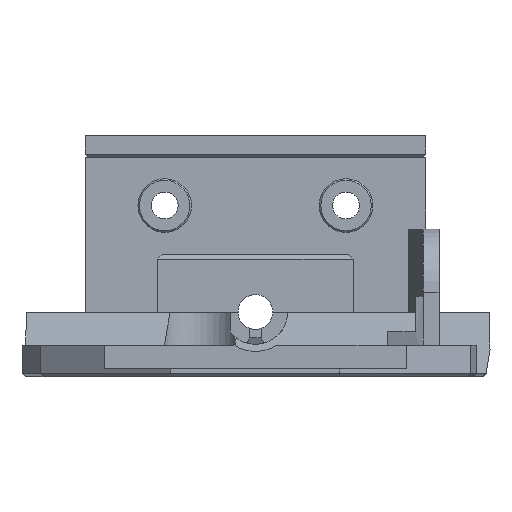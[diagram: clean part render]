
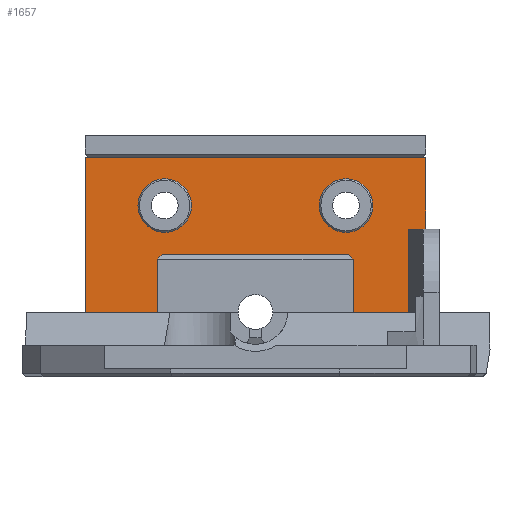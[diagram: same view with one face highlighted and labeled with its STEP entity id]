
A CAD part, front view. The second image highlights one B-rep face of the part: STEP entity #1657.
In plain terms, the highlighted planar face has unit normal (0, -1, 0).
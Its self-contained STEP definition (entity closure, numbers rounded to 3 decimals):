
#59 = CARTESIAN_POINT ( 'NONE',  ( 126.699, -139.486, 130.8 ) ) ;
#141 = EDGE_LOOP ( 'NONE', ( #3658 ) ) ;
#187 = VECTOR ( 'NONE', #2105, 1000. ) ;
#289 = ORIENTED_EDGE ( 'NONE', *, *, #1024, .F. ) ;
#769 = EDGE_CURVE ( 'NONE', #5830, #1601, #6723, .T. ) ;
#825 = ORIENTED_EDGE ( 'NONE', *, *, #8507, .T. ) ;
#863 = ORIENTED_EDGE ( 'NONE', *, *, #1803, .T. ) ;
#904 = VERTEX_POINT ( 'NONE', #9988 ) ;
#925 = CARTESIAN_POINT ( 'NONE',  ( 126.699, -139.486, 130.8 ) ) ;
#960 = DIRECTION ( 'NONE',  ( 0.707, 0., -0.707 ) ) ;
#1021 = LINE ( 'NONE', #1920, #2489 ) ;
#1024 = EDGE_CURVE ( 'NONE', #2988, #2988, #7374, .T. ) ;
#1057 = DIRECTION ( 'NONE',  ( 0.707, 0., 0.707 ) ) ;
#1104 = CARTESIAN_POINT ( 'NONE',  ( -11., -139.486, 11. ) ) ;
#1169 = ORIENTED_EDGE ( 'NONE', *, *, #2923, .T. ) ;
#1285 = CARTESIAN_POINT ( 'NONE',  ( 116.199, -139.486, 138.2 ) ) ;
#1311 = LINE ( 'NONE', #8792, #9266 ) ;
#1415 = LINE ( 'NONE', #10398, #5951 ) ;
#1537 = CARTESIAN_POINT ( 'NONE',  ( 137.799, -139.486, 138.2 ) ) ;
#1547 = EDGE_CURVE ( 'NONE', #7634, #6071, #1311, .T. ) ;
#1601 = VERTEX_POINT ( 'NONE', #5665 ) ;
#1657 = ADVANCED_FACE ( 'NONE', ( #3343, #4257, #7496 ), #5012, .F. ) ;
#1803 = EDGE_CURVE ( 'NONE', #9530, #8954, #7054, .T. ) ;
#1901 = CARTESIAN_POINT ( 'NONE',  ( 105.099, -139.486, 150.5 ) ) ;
#1920 = CARTESIAN_POINT ( 'NONE',  ( 146.109, -139.486, 147.147 ) ) ;
#1933 = EDGE_CURVE ( 'NONE', #9198, #4863, #8995, .T. ) ;
#2036 = VECTOR ( 'NONE', #3546, 1000. ) ;
#2105 = DIRECTION ( 'NONE',  ( 1., 0., 0. ) ) ;
#2489 = VECTOR ( 'NONE', #5189, 1000. ) ;
#2492 = ORIENTED_EDGE ( 'NONE', *, *, #9566, .T. ) ;
#2608 = LINE ( 'NONE', #8411, #5228 ) ;
#2923 = EDGE_CURVE ( 'NONE', #6890, #4863, #7458, .T. ) ;
#2947 = CARTESIAN_POINT ( 'NONE',  ( 138.199, -139.486, 144.4 ) ) ;
#2988 = VERTEX_POINT ( 'NONE', #5576 ) ;
#3016 = VERTEX_POINT ( 'NONE', #10351 ) ;
#3092 = VERTEX_POINT ( 'NONE', #10410 ) ;
#3343 = FACE_BOUND ( 'NONE', #9157, .T. ) ;
#3425 = LINE ( 'NONE', #8317, #4417 ) ;
#3467 = DIRECTION ( 'NONE',  ( 0., 0., 1. ) ) ;
#3546 = DIRECTION ( 'NONE',  ( -1., 0., 0. ) ) ;
#3590 = VECTOR ( 'NONE', #7969, 1000. ) ;
#3658 = ORIENTED_EDGE ( 'NONE', *, *, #8790, .T. ) ;
#3669 = DIRECTION ( 'NONE',  ( -1., 0., 0. ) ) ;
#4100 = CARTESIAN_POINT ( 'NONE',  ( 146.109, -139.486, 130.8 ) ) ;
#4120 = CARTESIAN_POINT ( 'NONE',  ( 146.109, -139.486, 141.4 ) ) ;
#4227 = LINE ( 'NONE', #59, #6443 ) ;
#4257 = FACE_BOUND ( 'NONE', #141, .T. ) ;
#4353 = EDGE_CURVE ( 'NONE', #6071, #3092, #2608, .T. ) ;
#4363 = ORIENTED_EDGE ( 'NONE', *, *, #5136, .F. ) ;
#4376 = VECTOR ( 'NONE', #9661, 1000. ) ;
#4417 = VECTOR ( 'NONE', #960, 1000. ) ;
#4863 = VERTEX_POINT ( 'NONE', #1285 ) ;
#5012 = PLANE ( 'NONE',  #5306 ) ;
#5136 = EDGE_CURVE ( 'NONE', #9530, #5830, #1021, .T. ) ;
#5189 = DIRECTION ( 'NONE',  ( 0., 0., -1. ) ) ;
#5213 = DIRECTION ( 'NONE',  ( 0., 0., 1. ) ) ;
#5228 = VECTOR ( 'NONE', #7454, 1000. ) ;
#5306 = AXIS2_PLACEMENT_3D ( 'NONE', #6620, #9915, #5213 ) ;
#5324 = CARTESIAN_POINT ( 'NONE',  ( 148.299, -139.486, 141.4 ) ) ;
#5385 = DIRECTION ( 'NONE',  ( 0., 0., 1. ) ) ;
#5411 = EDGE_CURVE ( 'NONE', #3016, #6890, #7455, .T. ) ;
#5545 = CARTESIAN_POINT ( 'NONE',  ( 126.699, -139.486, 138.2 ) ) ;
#5576 = CARTESIAN_POINT ( 'NONE',  ( 138.199, -139.486, 147.8 ) ) ;
#5609 = AXIS2_PLACEMENT_3D ( 'NONE', #10018, #5816, #6618 ) ;
#5665 = CARTESIAN_POINT ( 'NONE',  ( 137.799, -139.486, 130.8 ) ) ;
#5735 = EDGE_CURVE ( 'NONE', #10546, #1601, #7233, .T. ) ;
#5816 = DIRECTION ( 'NONE',  ( 0., 1., 0. ) ) ;
#5830 = VERTEX_POINT ( 'NONE', #4100 ) ;
#5838 = CARTESIAN_POINT ( 'NONE',  ( 115.599, -139.486, 138.2 ) ) ;
#5951 = VECTOR ( 'NONE', #5385, 1000. ) ;
#6036 = VECTOR ( 'NONE', #1057, 1000. ) ;
#6071 = VERTEX_POINT ( 'NONE', #1901 ) ;
#6116 = ORIENTED_EDGE ( 'NONE', *, *, #769, .F. ) ;
#6158 = AXIS2_PLACEMENT_3D ( 'NONE', #2947, #10379, #6230 ) ;
#6163 = CARTESIAN_POINT ( 'NONE',  ( 137.799, -139.486, 137.6 ) ) ;
#6230 = DIRECTION ( 'NONE',  ( 0., 0., 1. ) ) ;
#6443 = VECTOR ( 'NONE', #9085, 1000. ) ;
#6594 = EDGE_LOOP ( 'NONE', ( #825, #9464, #8276, #8488, #8028, #1169, #7436, #2492, #6933, #6116, #4363, #863 ) ) ;
#6618 = DIRECTION ( 'NONE',  ( 0., 0., 1. ) ) ;
#6620 = CARTESIAN_POINT ( 'NONE',  ( 0., -139.486, 0. ) ) ;
#6626 = CIRCLE ( 'NONE', #5609, 3.4 ) ;
#6723 = LINE ( 'NONE', #925, #2036 ) ;
#6890 = VERTEX_POINT ( 'NONE', #9149 ) ;
#6933 = ORIENTED_EDGE ( 'NONE', *, *, #5735, .T. ) ;
#7054 = LINE ( 'NONE', #5324, #187 ) ;
#7233 = LINE ( 'NONE', #1537, #4376 ) ;
#7261 = EDGE_CURVE ( 'NONE', #3016, #3092, #4227, .T. ) ;
#7374 = CIRCLE ( 'NONE', #6158, 3.4 ) ;
#7436 = ORIENTED_EDGE ( 'NONE', *, *, #1933, .F. ) ;
#7454 = DIRECTION ( 'NONE',  ( 0., 0., -1. ) ) ;
#7455 = LINE ( 'NONE', #5838, #10396 ) ;
#7458 = LINE ( 'NONE', #1104, #6036 ) ;
#7496 = FACE_OUTER_BOUND ( 'NONE', #6594, .T. ) ;
#7634 = VERTEX_POINT ( 'NONE', #7975 ) ;
#7969 = DIRECTION ( 'NONE',  ( -1., 0., 0. ) ) ;
#7975 = CARTESIAN_POINT ( 'NONE',  ( 148.299, -139.486, 150.5 ) ) ;
#8028 = ORIENTED_EDGE ( 'NONE', *, *, #5411, .T. ) ;
#8276 = ORIENTED_EDGE ( 'NONE', *, *, #4353, .T. ) ;
#8317 = CARTESIAN_POINT ( 'NONE',  ( 137.7, -139.486, 137.7 ) ) ;
#8411 = CARTESIAN_POINT ( 'NONE',  ( 105.099, -139.486, 145.5 ) ) ;
#8488 = ORIENTED_EDGE ( 'NONE', *, *, #7261, .F. ) ;
#8507 = EDGE_CURVE ( 'NONE', #8954, #7634, #1415, .T. ) ;
#8790 = EDGE_CURVE ( 'NONE', #904, #904, #6626, .T. ) ;
#8792 = CARTESIAN_POINT ( 'NONE',  ( 0., -139.486, 150.5 ) ) ;
#8954 = VERTEX_POINT ( 'NONE', #10329 ) ;
#8995 = LINE ( 'NONE', #5545, #3590 ) ;
#9085 = DIRECTION ( 'NONE',  ( -1., 0., 0. ) ) ;
#9149 = CARTESIAN_POINT ( 'NONE',  ( 115.599, -139.486, 137.6 ) ) ;
#9157 = EDGE_LOOP ( 'NONE', ( #289 ) ) ;
#9198 = VERTEX_POINT ( 'NONE', #9407 ) ;
#9266 = VECTOR ( 'NONE', #3669, 1000. ) ;
#9407 = CARTESIAN_POINT ( 'NONE',  ( 137.199, -139.486, 138.2 ) ) ;
#9464 = ORIENTED_EDGE ( 'NONE', *, *, #1547, .T. ) ;
#9530 = VERTEX_POINT ( 'NONE', #4120 ) ;
#9566 = EDGE_CURVE ( 'NONE', #9198, #10546, #3425, .T. ) ;
#9661 = DIRECTION ( 'NONE',  ( 0., 0., -1. ) ) ;
#9915 = DIRECTION ( 'NONE',  ( 0., 1., 0. ) ) ;
#9988 = CARTESIAN_POINT ( 'NONE',  ( 115.199, -139.486, 147.8 ) ) ;
#10018 = CARTESIAN_POINT ( 'NONE',  ( 115.199, -139.486, 144.4 ) ) ;
#10329 = CARTESIAN_POINT ( 'NONE',  ( 148.299, -139.486, 141.4 ) ) ;
#10351 = CARTESIAN_POINT ( 'NONE',  ( 115.599, -139.486, 130.8 ) ) ;
#10379 = DIRECTION ( 'NONE',  ( 0., -1., 0. ) ) ;
#10396 = VECTOR ( 'NONE', #3467, 1000. ) ;
#10398 = CARTESIAN_POINT ( 'NONE',  ( 148.299, -139.486, 130.8 ) ) ;
#10410 = CARTESIAN_POINT ( 'NONE',  ( 105.099, -139.486, 130.8 ) ) ;
#10546 = VERTEX_POINT ( 'NONE', #6163 ) ;
